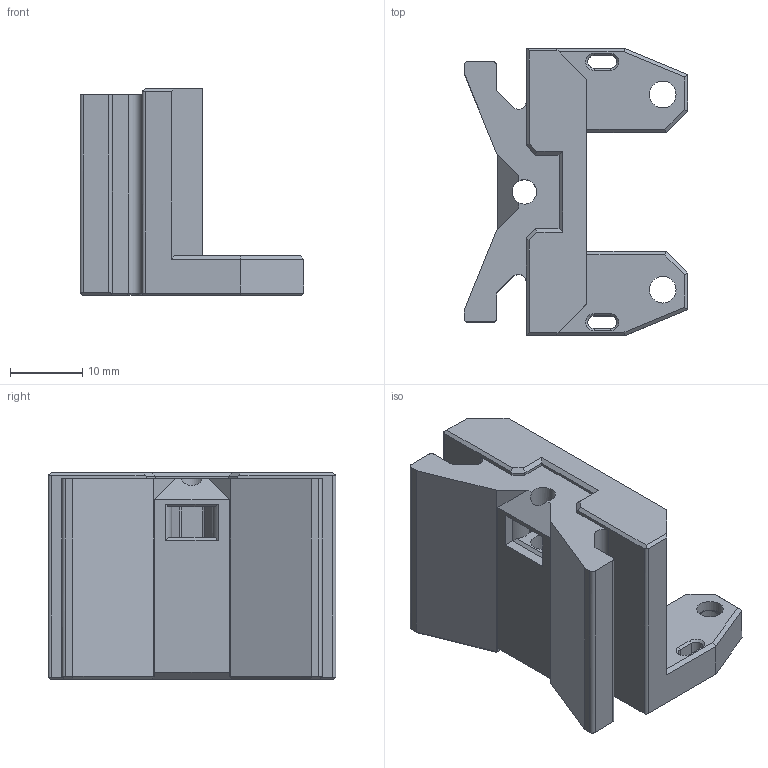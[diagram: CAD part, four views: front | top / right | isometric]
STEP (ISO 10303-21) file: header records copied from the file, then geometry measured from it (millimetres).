
FILE_DESCRIPTION(/* description */ ('STEP AP242','CAx-IF Rec.Pracs.---Representation and Presentation of Product Manufacturing Information (PMI)---4.0---2014-10-13','CAx-IF Rec.Pracs.---3D Tessellated Geometry---0.4---2014-09-14','2;1'),/* implementation_level */ '2;1');
FILE_NAME(/* name */ 'Turd Herder V3 - front_arm_base',/* time_stamp */ '2025-09-01T02:08:02Z',/* author */ (''),/* organization */ (''),/* preprocessor_version */ 'ST-DEVELOPER v20',/* originating_system */ 'ONSHAPE BY PTC INC, 1.203',/* authorisation */ ' ');
FILE_SCHEMA (('AP242_MANAGED_MODEL_BASED_3D_ENGINEERING_MIM_LF { 1 0 10303 442 1 1 4 }'));
Length unit declared in the file: metre
Products named in the file (1): front_arm_base
Bounding box: 31 x 39.8 x 28.62 mm (x, y, z)
Volume: 14406.7 mm3; surface area: 6091.4 mm2
Topology: 1 solids, 1 shells, 613 faces, 1749 edges, 1141 vertices
Faces by surface type: plane 576, cylinder 24, cone 13
Full cylindrical faces by diameter (mm): 3.4 x2, 3.7 x2, 5 x2
Entity records: 19489 total; most frequent: CARTESIAN_POINT 3483, ORIENTED_EDGE 3468, DIRECTION 3061, EDGE_CURVE 1734, LINE 1635, VECTOR 1635, VERTEX_POINT 1135, AXIS2_PLACEMENT_3D 713
